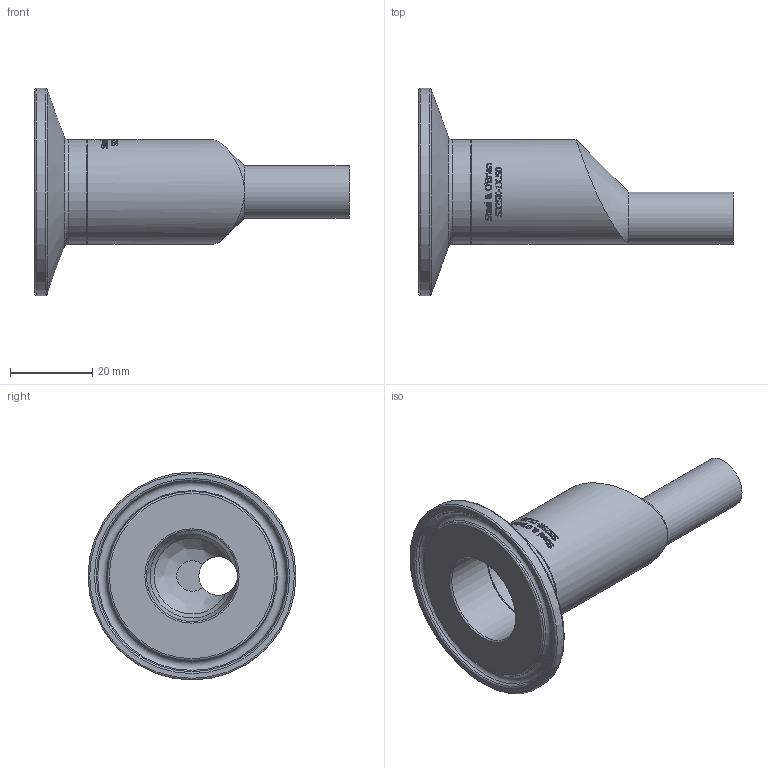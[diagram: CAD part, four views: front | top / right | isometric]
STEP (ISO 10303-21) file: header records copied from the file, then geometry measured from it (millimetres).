
FILE_DESCRIPTION(/* description */ (''),/* implementation_level */ '2;1');
FILE_NAME(/* name */ 'S32SK-1X.50.stp',/* time_stamp */ '2018-11-29T13:51:22-05:00',/* author */ ('rick'),/* organization */ (''),/* preprocessor_version */ 'ST-DEVELOPER v15.2',/* originating_system */ 'Autodesk Inventor 2014',/* authorisation */ '');
FILE_SCHEMA (('AUTOMOTIVE_DESIGN { 1 0 10303 214 3 1 1 }'));
Length unit declared in the file: inch
Products named in the file (1): S32SK-1X.50
Bounding box: 76.2 x 50.39 x 50.39 mm (x, y, z)
Volume: 19063.3 mm3; surface area: 11947.5 mm2
Topology: 1 solids, 1 shells, 421 faces, 1134 edges, 750 vertices
Faces by surface type: bspline 209, plane 155, cylinder 41, torus 11, cone 5
Full cylindrical faces by diameter (mm): 9.398 x1, 12.7 x1, 22.098 x2, 25.4 x2, 50.394 x1
Entity records: 17038 total; most frequent: CARTESIAN_POINT 7753, ORIENTED_EDGE 2220, DIRECTION 1320, EDGE_CURVE 1110, VERTEX_POINT 747, LINE 482, VECTOR 482, EDGE_LOOP 479
